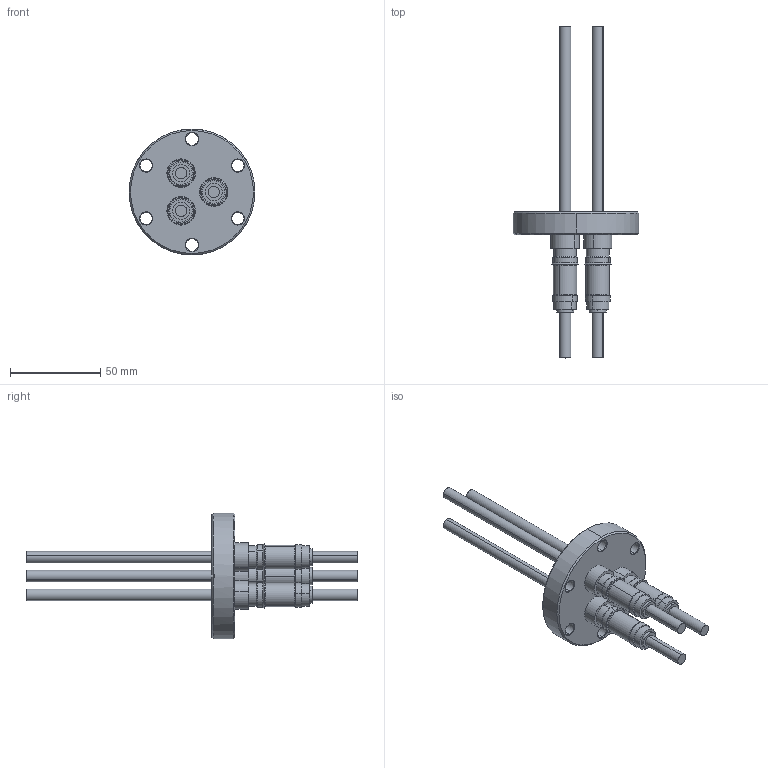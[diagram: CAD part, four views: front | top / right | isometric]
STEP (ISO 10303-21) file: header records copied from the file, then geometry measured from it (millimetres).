
FILE_DESCRIPTION (( 'STEP AP203' ), '1' );
FILE_NAME ('A0064-1-CF.STEP', '2019-10-23T14:58:03', ( '' ), ( '' ), 'SwSTEP 2.0', 'SolidWorks 2019', '' );
FILE_SCHEMA (( 'CONFIG_CONTROL_DESIGN' ));
Length unit declared in the file: inch
Products named in the file (1): A0064-1-CF
Bounding box: 69.85 x 184.15 x 69.85 mm (x, y, z)
Volume: 70394.7 mm3; surface area: 32870.7 mm2
Topology: 1 solids, 4 shells, 230 faces, 488 edges, 305 vertices
Faces by surface type: cylinder 120, plane 55, cone 49, torus 6
Entity records: 6378 total; most frequent: DIRECTION 1247, CARTESIAN_POINT 1036, ORIENTED_EDGE 976, AXIS2_PLACEMENT_3D 532, EDGE_CURVE 488, VERTEX_POINT 305, CIRCLE 301, EDGE_LOOP 287
